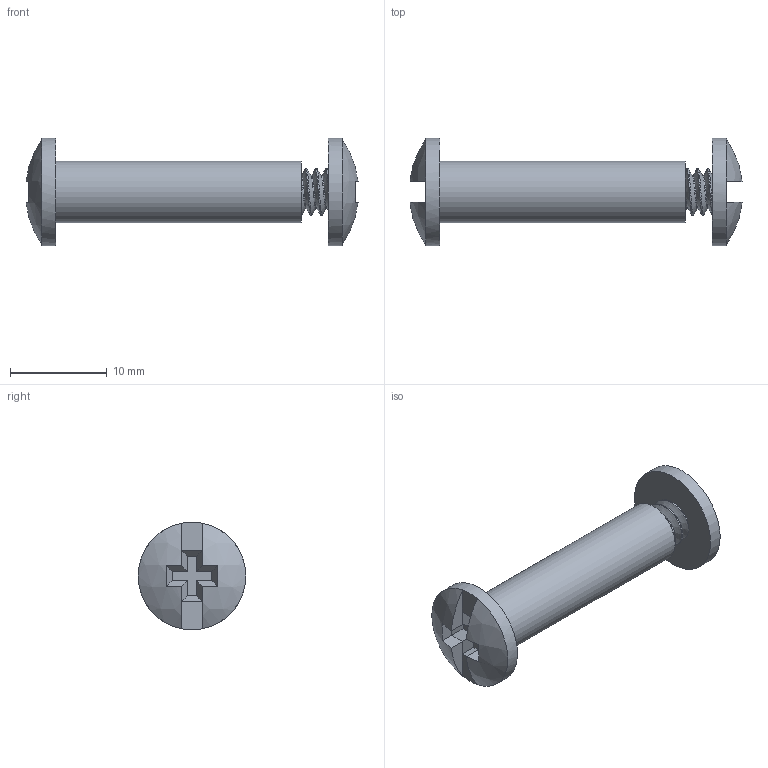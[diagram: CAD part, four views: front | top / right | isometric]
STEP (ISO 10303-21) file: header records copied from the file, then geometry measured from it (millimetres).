
FILE_DESCRIPTION(/* description */ (''),/* implementation_level */ '2;1');
FILE_NAME(/* name */ 'GE-17060_ASM_1_ASM.stp',/* time_stamp */ '2017-01-08T13:25:23-05:00',/* author */ ('jeff1'),/* organization */ (''),/* preprocessor_version */ 'ST-DEVELOPER v16.5',/* originating_system */ 'Autodesk Inventor 2017',/* authorisation */ '');
FILE_SCHEMA (('AUTOMOTIVE_DESIGN { 1 0 10303 214 3 1 1 }'));
Length unit declared in the file: inch
Products named in the file (3): GE-17060_ASM_1_ASM; GE-17060-01_2; GE-17060-02_2
Assembly tree (2 placements, depth 2):
  GE-17060_ASM_1_ASM
    GE-17060-01_2
    GE-17060-02_2
Bounding box: 34.3 x 11.11 x 11.11 mm (x, y, z)
Volume: 279.8 mm3; surface area: 1606.7 mm2
Topology: 1 solids, 6 shells, 76 faces, 180 edges, 110 vertices
Faces by surface type: plane 55, bspline 10, cylinder 5, sphere 4, cone 2
Full cylindrical faces by diameter (mm): 6.35 x1, 11.112 x2
Entity records: 20845 total; most frequent: CARTESIAN_POINT 19169, ORIENTED_EDGE 320, DIRECTION 317, EDGE_CURVE 169, AXIS2_PLACEMENT_3D 110, VERTEX_POINT 106, LINE 97, VECTOR 97
